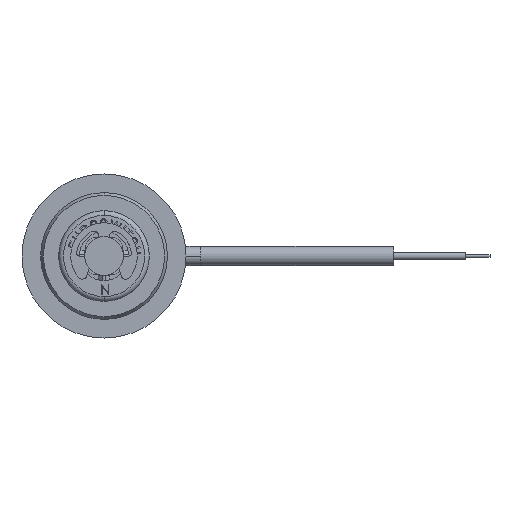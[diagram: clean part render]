
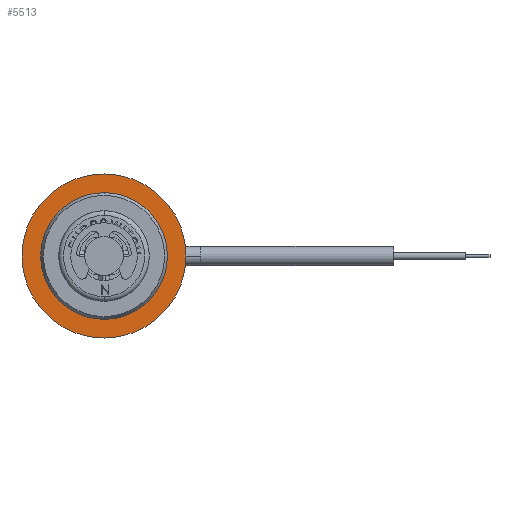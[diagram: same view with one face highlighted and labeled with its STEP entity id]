
A CAD part, front view. The second image highlights one B-rep face of the part: STEP entity #5513.
In plain terms, the highlighted planar face has unit normal (0, -1, 0).
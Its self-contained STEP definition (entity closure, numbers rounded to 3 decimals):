
#118 = AXIS2_PLACEMENT_3D ( 'NONE', #13310, #15061, #22484 ) ;
#1104 = CIRCLE ( 'NONE', #19763, 17. ) ;
#1461 = VERTEX_POINT ( 'NONE', #10042 ) ;
#2951 = EDGE_CURVE ( 'NONE', #21218, #11493, #11865, .T. ) ;
#3252 = DIRECTION ( 'NONE',  ( 0., 1., 0. ) ) ;
#3977 = CIRCLE ( 'NONE', #18655, 12.5 ) ;
#3991 = DIRECTION ( 'NONE',  ( 0., 0., -1. ) ) ;
#4478 = CARTESIAN_POINT ( 'NONE',  ( 0., -10., -17. ) ) ;
#4659 = EDGE_CURVE ( 'NONE', #9032, #1461, #4909, .T. ) ;
#4909 = CIRCLE ( 'NONE', #9306, 12.5 ) ;
#5096 = CARTESIAN_POINT ( 'NONE',  ( 0., -10., 17. ) ) ;
#5513 = ADVANCED_FACE ( 'NONE', ( #7239, #21744 ), #8891, .T. ) ;
#7239 = FACE_BOUND ( 'NONE', #15303, .T. ) ;
#8891 = PLANE ( 'NONE',  #118 ) ;
#9032 = VERTEX_POINT ( 'NONE', #17606 ) ;
#9306 = AXIS2_PLACEMENT_3D ( 'NONE', #10367, #3252, #16177 ) ;
#9505 = CARTESIAN_POINT ( 'NONE',  ( 0., -10., 0. ) ) ;
#10042 = CARTESIAN_POINT ( 'NONE',  ( 0., -10., 12.5 ) ) ;
#10367 = CARTESIAN_POINT ( 'NONE',  ( 0., -10., 0. ) ) ;
#10862 = DIRECTION ( 'NONE',  ( 0., 0., 1. ) ) ;
#11039 = EDGE_CURVE ( 'NONE', #1461, #9032, #3977, .T. ) ;
#11071 = ORIENTED_EDGE ( 'NONE', *, *, #4659, .T. ) ;
#11136 = DIRECTION ( 'NONE',  ( 0., 0., -1. ) ) ;
#11493 = VERTEX_POINT ( 'NONE', #4478 ) ;
#11865 = CIRCLE ( 'NONE', #14228, 17. ) ;
#13310 = CARTESIAN_POINT ( 'NONE',  ( 0., -10., 0. ) ) ;
#14028 = ORIENTED_EDGE ( 'NONE', *, *, #14362, .T. ) ;
#14228 = AXIS2_PLACEMENT_3D ( 'NONE', #22537, #16844, #11136 ) ;
#14362 = EDGE_CURVE ( 'NONE', #11493, #21218, #1104, .T. ) ;
#15061 = DIRECTION ( 'NONE',  ( 0., -1., 0. ) ) ;
#15303 = EDGE_LOOP ( 'NONE', ( #18720, #11071 ) ) ;
#16177 = DIRECTION ( 'NONE',  ( 0., 0., 1. ) ) ;
#16794 = EDGE_LOOP ( 'NONE', ( #17421, #14028 ) ) ;
#16844 = DIRECTION ( 'NONE',  ( 0., -1., 0. ) ) ;
#17042 = DIRECTION ( 'NONE',  ( 0., -1., 0. ) ) ;
#17421 = ORIENTED_EDGE ( 'NONE', *, *, #2951, .T. ) ;
#17606 = CARTESIAN_POINT ( 'NONE',  ( 0., -10., -12.5 ) ) ;
#18655 = AXIS2_PLACEMENT_3D ( 'NONE', #24249, #22504, #10862 ) ;
#18720 = ORIENTED_EDGE ( 'NONE', *, *, #11039, .T. ) ;
#19763 = AXIS2_PLACEMENT_3D ( 'NONE', #9505, #17042, #3991 ) ;
#21218 = VERTEX_POINT ( 'NONE', #5096 ) ;
#21744 = FACE_OUTER_BOUND ( 'NONE', #16794, .T. ) ;
#22484 = DIRECTION ( 'NONE',  ( 0., 0., -1. ) ) ;
#22504 = DIRECTION ( 'NONE',  ( 0., 1., 0. ) ) ;
#22537 = CARTESIAN_POINT ( 'NONE',  ( 0., -10., 0. ) ) ;
#24249 = CARTESIAN_POINT ( 'NONE',  ( 0., -10., 0. ) ) ;
